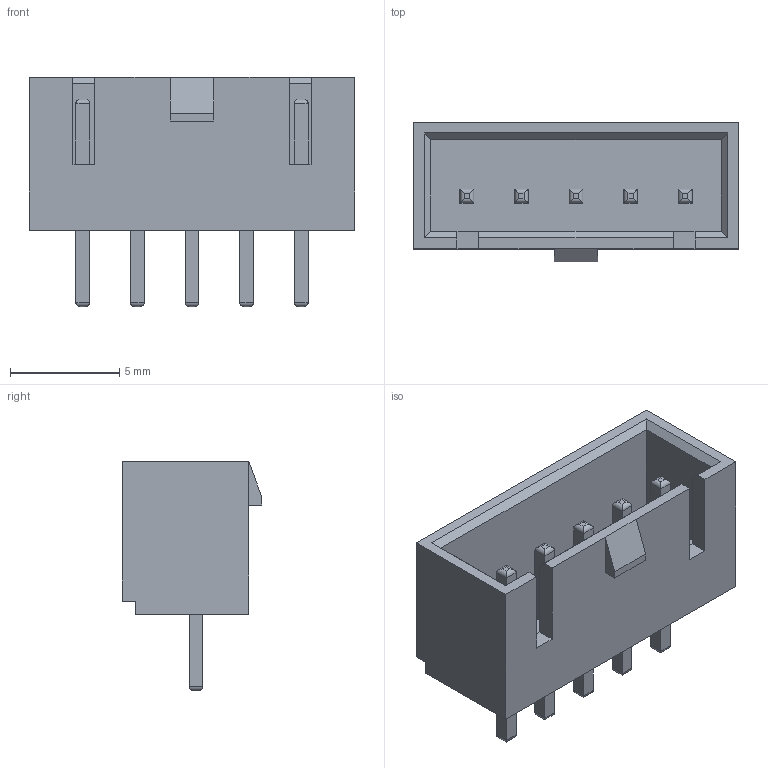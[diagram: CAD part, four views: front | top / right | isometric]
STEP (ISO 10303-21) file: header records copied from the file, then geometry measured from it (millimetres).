
FILE_DESCRIPTION(('CATIA V5 STEP Exchange'),'2;1');
FILE_NAME('SMW250-05.stp','2019-02-21T01:51:46+00:00',('none'),('none'),'CATIA Version 5 Release 20 SP 7 (IN-10)','CATIA V5 STEP AP214','none');
FILE_SCHEMA(('AUTOMOTIVE_DESIGN { 1 0 10303 214 1 1 1 1 }'));
Length unit declared in the file: millimetre
Products named in the file (1): SMW250x
Bounding box: 14.9 x 6.4 x 10.5 mm (x, y, z)
Volume: 328.9 mm3; surface area: 724.3 mm2
Topology: 1 solids, 1 shells, 121 faces, 281 edges, 172 vertices
Faces by surface type: plane 81, cylinder 40
Entity records: 3876 total; most frequent: CARTESIAN_POINT 739, ORIENTED_EDGE 562, DIRECTION 399, EDGE_CURVE 281, VECTOR 237, LINE 237, VERTEX_POINT 172, EDGE_LOOP 131
